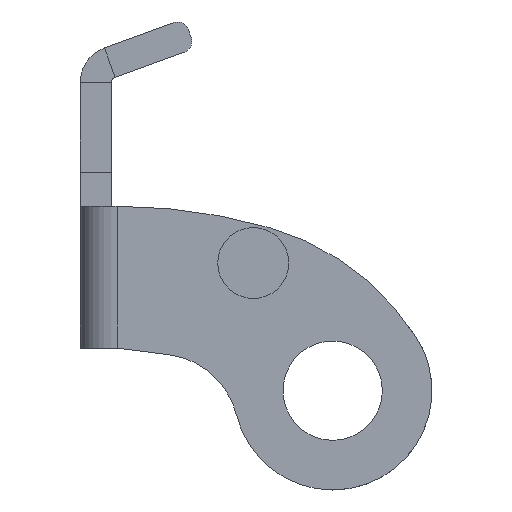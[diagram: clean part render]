
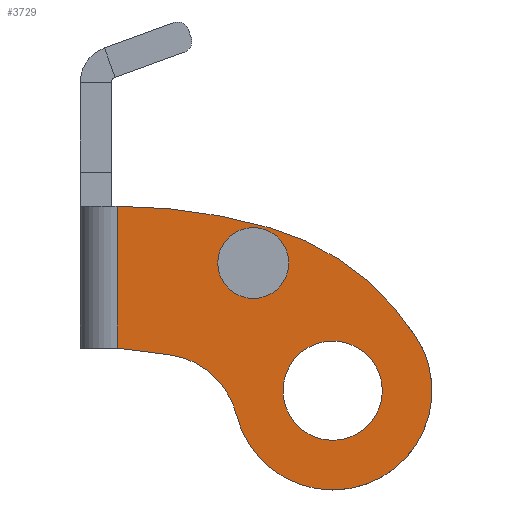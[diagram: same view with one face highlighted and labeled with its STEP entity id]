
A CAD part, left-side view. The second image highlights one B-rep face of the part: STEP entity #3729.
In plain terms, the highlighted planar face has unit normal (-1, 0, 0).
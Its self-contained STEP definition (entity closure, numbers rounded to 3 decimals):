
#10 = VERTEX_POINT ( 'NONE', #1276 ) ;
#35 = CARTESIAN_POINT ( 'NONE',  ( -29.5, -1.684, -3.013 ) ) ;
#57 = CARTESIAN_POINT ( 'NONE',  ( -29.5, -7.8, -1.5 ) ) ;
#94 = CIRCLE ( 'NONE', #563, 1.75 ) ;
#116 = EDGE_CURVE ( 'NONE', #4753, #2200, #2721, .T. ) ;
#160 = VERTEX_POINT ( 'NONE', #2193 ) ;
#207 = ORIENTED_EDGE ( 'NONE', *, *, #1593, .F. ) ;
#239 = EDGE_CURVE ( 'NONE', #160, #3804, #94, .T. ) ;
#280 = CIRCLE ( 'NONE', #669, 3.5 ) ;
#313 = CARTESIAN_POINT ( 'NONE',  ( -29.5, -0.2, 5. ) ) ;
#353 = DIRECTION ( 'NONE',  ( -1., 0., 0. ) ) ;
#387 = DIRECTION ( 'NONE',  ( -1., 0., 0. ) ) ;
#472 = FACE_BOUND ( 'NONE', #3746, .T. ) ;
#530 = ORIENTED_EDGE ( 'NONE', *, *, #2348, .T. ) ;
#563 = AXIS2_PLACEMENT_3D ( 'NONE', #57, #3736, #4399 ) ;
#669 = AXIS2_PLACEMENT_3D ( 'NONE', #887, #2407, #4591 ) ;
#809 = CIRCLE ( 'NONE', #3584, 1.25 ) ;
#852 = ORIENTED_EDGE ( 'NONE', *, *, #3609, .F. ) ;
#866 = CARTESIAN_POINT ( 'NONE',  ( -29.5, -7.8, -1.5 ) ) ;
#884 = CARTESIAN_POINT ( 'NONE',  ( -29.5, -5., 4.25 ) ) ;
#887 = CARTESIAN_POINT ( 'NONE',  ( -29.5, -7.8, -1.5 ) ) ;
#931 = VERTEX_POINT ( 'NONE', #1693 ) ;
#946 = CARTESIAN_POINT ( 'NONE',  ( -29.5, -0.2, 0. ) ) ;
#1129 = AXIS2_PLACEMENT_3D ( 'NONE', #35, #3354, #2219 ) ;
#1242 = CARTESIAN_POINT ( 'NONE',  ( -29.5, -0.2, 0. ) ) ;
#1276 = CARTESIAN_POINT ( 'NONE',  ( -29.5, -10.748, 0.387 ) ) ;
#1311 = DIRECTION ( 'NONE',  ( 0., 0.992, 0.127 ) ) ;
#1408 = CIRCLE ( 'NONE', #4097, 1.25 ) ;
#1473 = CARTESIAN_POINT ( 'NONE',  ( -29.5, -5., 3. ) ) ;
#1534 = VERTEX_POINT ( 'NONE', #2121 ) ;
#1546 = CIRCLE ( 'NONE', #4005, 9.145 ) ;
#1582 = CARTESIAN_POINT ( 'NONE',  ( -29.5, -7.8, -3.25 ) ) ;
#1593 = EDGE_CURVE ( 'NONE', #2200, #10, #1546, .T. ) ;
#1620 = CIRCLE ( 'NONE', #1934, 3.5 ) ;
#1633 = DIRECTION ( 'NONE',  ( 0., 0., -1. ) ) ;
#1659 = DIRECTION ( 'NONE',  ( 1., 0., 0. ) ) ;
#1686 = CARTESIAN_POINT ( 'NONE',  ( -29.5, -5.557, 4.25 ) ) ;
#1693 = CARTESIAN_POINT ( 'NONE',  ( -29.5, -7.8, -5. ) ) ;
#1730 = CARTESIAN_POINT ( 'NONE',  ( -29.5, -0.2, -14.507 ) ) ;
#1740 = CARTESIAN_POINT ( 'NONE',  ( -29.5, -7.8, -1.5 ) ) ;
#1787 = ORIENTED_EDGE ( 'NONE', *, *, #2044, .F. ) ;
#1809 = VECTOR ( 'NONE', #2517, 1000. ) ;
#1872 = VECTOR ( 'NONE', #1311, 1000. ) ;
#1897 = CARTESIAN_POINT ( 'NONE',  ( -29.5, -4.402, -2.34 ) ) ;
#1919 = EDGE_CURVE ( 'NONE', #931, #2825, #1620, .T. ) ;
#1934 = AXIS2_PLACEMENT_3D ( 'NONE', #1740, #2544, #4296 ) ;
#1968 = DIRECTION ( 'NONE',  ( 0., 0., 1. ) ) ;
#2044 = EDGE_CURVE ( 'NONE', #2943, #3362, #809, .T. ) ;
#2121 = CARTESIAN_POINT ( 'NONE',  ( -29.5, -2.039, -0.235 ) ) ;
#2193 = CARTESIAN_POINT ( 'NONE',  ( -29.5, -7.8, 0.25 ) ) ;
#2200 = VERTEX_POINT ( 'NONE', #1686 ) ;
#2219 = DIRECTION ( 'NONE',  ( 0., 0., 1. ) ) ;
#2348 = EDGE_CURVE ( 'NONE', #4753, #2956, #2539, .T. ) ;
#2360 = AXIS2_PLACEMENT_3D ( 'NONE', #4155, #3104, #1968 ) ;
#2398 = ORIENTED_EDGE ( 'NONE', *, *, #239, .T. ) ;
#2407 = DIRECTION ( 'NONE',  ( 1., 0., 0. ) ) ;
#2420 = ORIENTED_EDGE ( 'NONE', *, *, #4221, .F. ) ;
#2490 = ORIENTED_EDGE ( 'NONE', *, *, #3753, .F. ) ;
#2512 = DIRECTION ( 'NONE',  ( 1., 0., 0. ) ) ;
#2517 = DIRECTION ( 'NONE',  ( 0., 0., -1. ) ) ;
#2539 = LINE ( 'NONE', #4651, #1809 ) ;
#2544 = DIRECTION ( 'NONE',  ( 1., 0., 0. ) ) ;
#2721 = CIRCLE ( 'NONE', #3257, 19.507 ) ;
#2797 = DIRECTION ( 'NONE',  ( 0., 0., -1. ) ) ;
#2803 = CARTESIAN_POINT ( 'NONE',  ( -29.5, -5., 1.75 ) ) ;
#2825 = VERTEX_POINT ( 'NONE', #1897 ) ;
#2845 = DIRECTION ( 'NONE',  ( 0., 0., -1. ) ) ;
#2943 = VERTEX_POINT ( 'NONE', #884 ) ;
#2956 = VERTEX_POINT ( 'NONE', #1242 ) ;
#2978 = CIRCLE ( 'NONE', #1129, 2.8 ) ;
#2980 = ORIENTED_EDGE ( 'NONE', *, *, #4099, .F. ) ;
#3104 = DIRECTION ( 'NONE',  ( -1., 0., 0. ) ) ;
#3145 = LINE ( 'NONE', #946, #1872 ) ;
#3153 = PLANE ( 'NONE',  #2360 ) ;
#3257 = AXIS2_PLACEMENT_3D ( 'NONE', #1730, #4713, #2845 ) ;
#3294 = DIRECTION ( 'NONE',  ( 0., 0., 1. ) ) ;
#3347 = CARTESIAN_POINT ( 'NONE',  ( -29.5, -5., 3. ) ) ;
#3354 = DIRECTION ( 'NONE',  ( -1., 0., 0. ) ) ;
#3356 = ORIENTED_EDGE ( 'NONE', *, *, #1919, .F. ) ;
#3362 = VERTEX_POINT ( 'NONE', #2803 ) ;
#3409 = EDGE_CURVE ( 'NONE', #3804, #160, #4208, .T. ) ;
#3424 = ORIENTED_EDGE ( 'NONE', *, *, #116, .F. ) ;
#3584 = AXIS2_PLACEMENT_3D ( 'NONE', #1473, #387, #3674 ) ;
#3606 = EDGE_LOOP ( 'NONE', ( #530, #2420, #852, #3356, #2490, #207, #3424 ) ) ;
#3609 = EDGE_CURVE ( 'NONE', #2825, #1534, #2978, .T. ) ;
#3674 = DIRECTION ( 'NONE',  ( 0., 0., 1. ) ) ;
#3729 = ADVANCED_FACE ( 'NONE', ( #3781, #472, #3826 ), #3153, .T. ) ;
#3736 = DIRECTION ( 'NONE',  ( 1., 0., 0. ) ) ;
#3746 = EDGE_LOOP ( 'NONE', ( #3882, #2398 ) ) ;
#3753 = EDGE_CURVE ( 'NONE', #10, #931, #280, .T. ) ;
#3781 = FACE_BOUND ( 'NONE', #4534, .T. ) ;
#3804 = VERTEX_POINT ( 'NONE', #1582 ) ;
#3826 = FACE_OUTER_BOUND ( 'NONE', #3606, .T. ) ;
#3882 = ORIENTED_EDGE ( 'NONE', *, *, #3409, .T. ) ;
#3985 = AXIS2_PLACEMENT_3D ( 'NONE', #866, #1659, #1633 ) ;
#4005 = AXIS2_PLACEMENT_3D ( 'NONE', #4283, #2512, #2797 ) ;
#4097 = AXIS2_PLACEMENT_3D ( 'NONE', #3347, #353, #3294 ) ;
#4099 = EDGE_CURVE ( 'NONE', #3362, #2943, #1408, .T. ) ;
#4155 = CARTESIAN_POINT ( 'NONE',  ( -29.5, -13., 15. ) ) ;
#4208 = CIRCLE ( 'NONE', #3985, 1.75 ) ;
#4221 = EDGE_CURVE ( 'NONE', #1534, #2956, #3145, .T. ) ;
#4283 = CARTESIAN_POINT ( 'NONE',  ( -29.5, -3.046, -4.543 ) ) ;
#4296 = DIRECTION ( 'NONE',  ( 0., 0., 1. ) ) ;
#4399 = DIRECTION ( 'NONE',  ( 0., 0., -1. ) ) ;
#4534 = EDGE_LOOP ( 'NONE', ( #2980, #1787 ) ) ;
#4591 = DIRECTION ( 'NONE',  ( 0., 0., 1. ) ) ;
#4651 = CARTESIAN_POINT ( 'NONE',  ( -29.5, -0.2, 15. ) ) ;
#4713 = DIRECTION ( 'NONE',  ( 1., 0., 0. ) ) ;
#4753 = VERTEX_POINT ( 'NONE', #313 ) ;
